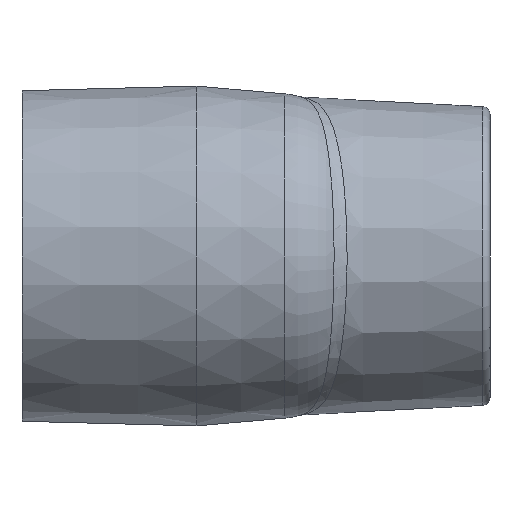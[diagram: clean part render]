
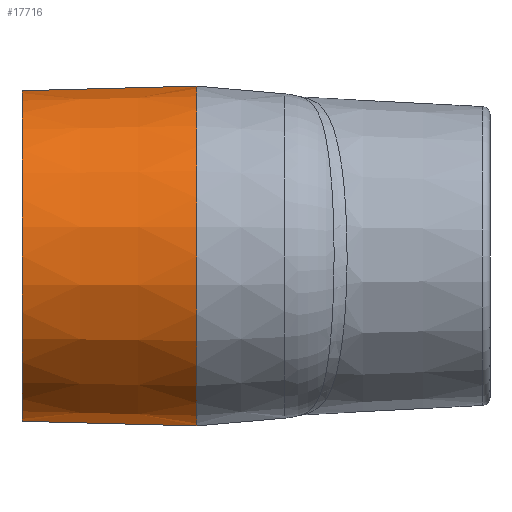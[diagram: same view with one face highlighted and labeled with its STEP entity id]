
A CAD part, left-side view. The second image highlights one B-rep face of the part: STEP entity #17716.
In plain terms, the highlighted conical face has half-angle 1.5 degrees and reference radius 56.356 mm.
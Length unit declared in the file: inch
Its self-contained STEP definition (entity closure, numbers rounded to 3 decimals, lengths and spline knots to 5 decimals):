
#45=CONICAL_SURFACE('',#18579,2.21875,0.026);
#158=CIRCLE('',#18466,2.28012);
#202=CIRCLE('',#18564,2.21875);
#2704=LINE('',#33731,#4355);
#2710=LINE('',#33757,#4361);
#4355=VECTOR('',#21876,0.3937);
#4361=VECTOR('',#21916,0.3937);
#5861=FACE_OUTER_BOUND('',#6942,.T.);
#6942=EDGE_LOOP('',(#16387,#16388,#16389,#16390));
#8630=VERTEX_POINT('',#32265);
#8631=VERTEX_POINT('',#32267);
#8701=VERTEX_POINT('',#33730);
#8703=VERTEX_POINT('',#33737);
#11137=EDGE_CURVE('',#8631,#8630,#158,.T.);
#11253=EDGE_CURVE('',#8701,#8631,#2704,.T.);
#11259=EDGE_CURVE('',#8701,#8703,#202,.T.);
#11266=EDGE_CURVE('',#8703,#8630,#2710,.T.);
#16387=ORIENTED_EDGE('',*,*,#11266,.F.);
#16388=ORIENTED_EDGE('',*,*,#11259,.F.);
#16389=ORIENTED_EDGE('',*,*,#11253,.T.);
#16390=ORIENTED_EDGE('',*,*,#11137,.T.);
#17716=ADVANCED_FACE('',(#5861),#45,.T.);
#18466=AXIS2_PLACEMENT_3D('',#32268,#21666,#21667);
#18564=AXIS2_PLACEMENT_3D('',#33741,#21885,#21886);
#18579=AXIS2_PLACEMENT_3D('',#33758,#21917,#21918);
#21666=DIRECTION('center_axis',(0.,1.,0.));
#21667=DIRECTION('ref_axis',(0.,0.,-1.));
#21876=DIRECTION('',(0.,-1.,-0.026));
#21885=DIRECTION('center_axis',(0.,1.,0.));
#21886=DIRECTION('ref_axis',(0.,0.,-1.));
#21916=DIRECTION('',(0.,-1.,0.026));
#21917=DIRECTION('center_axis',(0.,-1.,0.));
#21918=DIRECTION('ref_axis',(0.,0.,-1.));
#32265=CARTESIAN_POINT('',(-3.90625,0.,2.28012));
#32267=CARTESIAN_POINT('',(-3.90625,0.,-2.28012));
#32268=CARTESIAN_POINT('Origin',(-3.90625,0.,0.));
#33730=CARTESIAN_POINT('',(-3.90625,2.34375,-2.21875));
#33731=CARTESIAN_POINT('',(-3.90625,2.34375,-2.21875));
#33737=CARTESIAN_POINT('',(-3.90625,2.34375,2.21875));
#33741=CARTESIAN_POINT('Origin',(-3.90625,2.34375,0.));
#33757=CARTESIAN_POINT('',(-3.90625,2.34375,2.21875));
#33758=CARTESIAN_POINT('Origin',(-3.90625,2.34375,0.));
